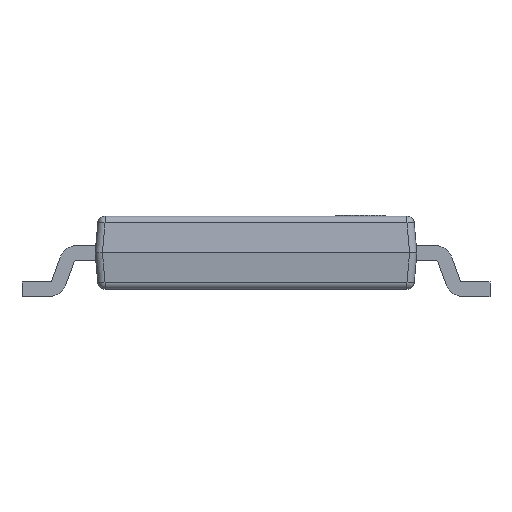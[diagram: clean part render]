
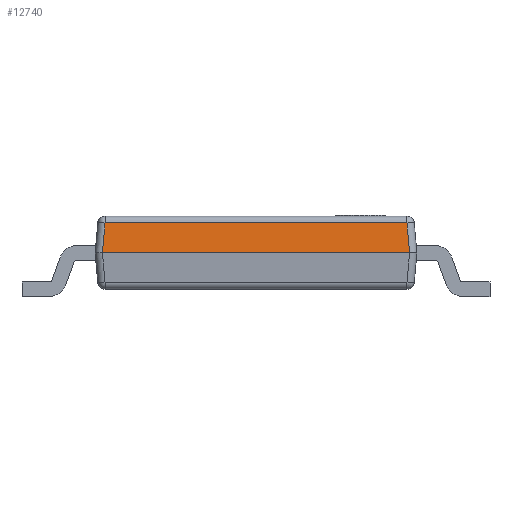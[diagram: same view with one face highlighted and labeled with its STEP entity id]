
A CAD part, left-side view. The second image highlights one B-rep face of the part: STEP entity #12740.
In plain terms, the highlighted planar face has unit normal (-0.996, 0, 0.087).
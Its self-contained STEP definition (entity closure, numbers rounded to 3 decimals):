
#913 = VECTOR ( 'NONE', #7276, 1000. ) ;
#948 = EDGE_CURVE ( 'NONE', #19599, #13427, #20539, .T. ) ;
#1000 = VECTOR ( 'NONE', #5589, 1000. ) ;
#1398 = EDGE_CURVE ( 'NONE', #1485, #20925, #18460, .T. ) ;
#1485 = VERTEX_POINT ( 'NONE', #7779 ) ;
#2102 = CARTESIAN_POINT ( 'NONE',  ( -3.25, 2.2, 0. ) ) ;
#2217 = LINE ( 'NONE', #2102, #24700 ) ;
#3819 = ORIENTED_EDGE ( 'NONE', *, *, #1398, .T. ) ;
#4590 = VECTOR ( 'NONE', #13591, 1000. ) ;
#5226 = ORIENTED_EDGE ( 'NONE', *, *, #18315, .T. ) ;
#5556 = PLANE ( 'NONE',  #18826 ) ;
#5589 = DIRECTION ( 'NONE',  ( 0.087, 0.087, 0.992 ) ) ;
#6710 = CARTESIAN_POINT ( 'NONE',  ( -3.25, -2.1, 0. ) ) ;
#6776 = EDGE_CURVE ( 'NONE', #20925, #19599, #2217, .T. ) ;
#7276 = DIRECTION ( 'NONE',  ( -0.087, 0.087, -0.992 ) ) ;
#7779 = CARTESIAN_POINT ( 'NONE',  ( -3.214, 2.065, 0.409 ) ) ;
#11042 = LINE ( 'NONE', #11685, #4590 ) ;
#11685 = CARTESIAN_POINT ( 'NONE',  ( -3.214, 2.156, 0.409 ) ) ;
#11928 = CARTESIAN_POINT ( 'NONE',  ( -3.25, 2.1, 0. ) ) ;
#12215 = ORIENTED_EDGE ( 'NONE', *, *, #6776, .T. ) ;
#12665 = FACE_OUTER_BOUND ( 'NONE', #22799, .T. ) ;
#12740 = ADVANCED_FACE ( 'NONE', ( #12665 ), #5556, .T. ) ;
#13427 = VERTEX_POINT ( 'NONE', #23422 ) ;
#13591 = DIRECTION ( 'NONE',  ( 0., 1., 0. ) ) ;
#13832 = DIRECTION ( 'NONE',  ( 0., -1., 0. ) ) ;
#18315 = EDGE_CURVE ( 'NONE', #13427, #1485, #11042, .T. ) ;
#18460 = LINE ( 'NONE', #24649, #913 ) ;
#18826 = AXIS2_PLACEMENT_3D ( 'NONE', #23914, #22372, #21895 ) ;
#19599 = VERTEX_POINT ( 'NONE', #6710 ) ;
#20539 = LINE ( 'NONE', #22809, #1000 ) ;
#20652 = ORIENTED_EDGE ( 'NONE', *, *, #948, .T. ) ;
#20925 = VERTEX_POINT ( 'NONE', #11928 ) ;
#21895 = DIRECTION ( 'NONE',  ( 0.087, 0., 0.996 ) ) ;
#22372 = DIRECTION ( 'NONE',  ( -0.996, 0., 0.087 ) ) ;
#22799 = EDGE_LOOP ( 'NONE', ( #5226, #3819, #12215, #20652 ) ) ;
#22809 = CARTESIAN_POINT ( 'NONE',  ( -3.218, -2.068, 0.371 ) ) ;
#23422 = CARTESIAN_POINT ( 'NONE',  ( -3.214, -2.065, 0.409 ) ) ;
#23914 = CARTESIAN_POINT ( 'NONE',  ( -3.25, 2.2, 0. ) ) ;
#24649 = CARTESIAN_POINT ( 'NONE',  ( -3.251, 2.101, -0.009 ) ) ;
#24700 = VECTOR ( 'NONE', #13832, 1000. ) ;
